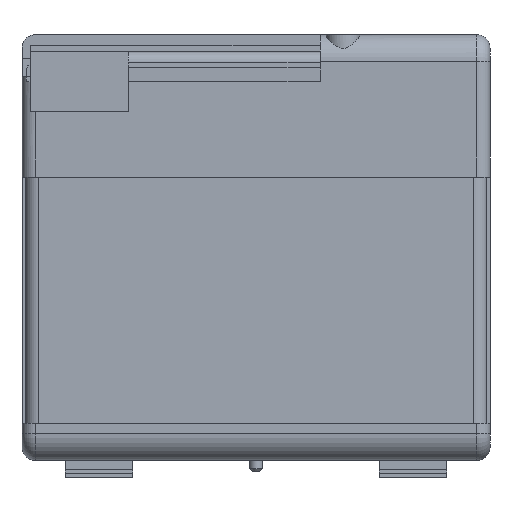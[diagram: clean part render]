
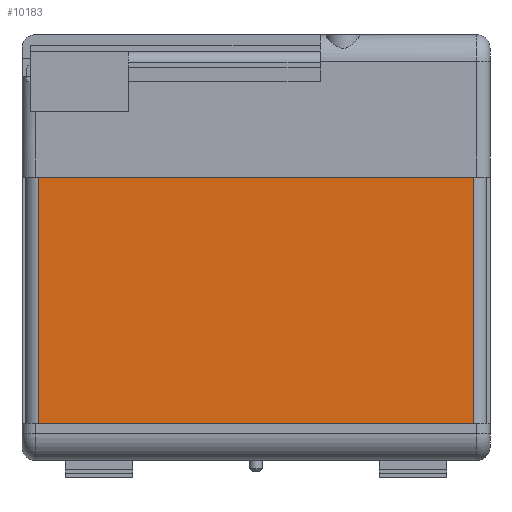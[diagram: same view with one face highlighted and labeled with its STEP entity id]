
A CAD part, front view. The second image highlights one B-rep face of the part: STEP entity #10183.
In plain terms, the highlighted planar face has unit normal (0, -1, 0).
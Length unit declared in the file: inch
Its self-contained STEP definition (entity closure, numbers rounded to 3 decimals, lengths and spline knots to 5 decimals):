
#451 = VERTEX_POINT ( 'NONE', #11735 ) ;
#1632 = LINE ( 'NONE', #29552, #28403 ) ;
#5778 = CARTESIAN_POINT ( 'NONE',  ( -2.02, -2.9225, -1.63 ) ) ;
#6309 = CARTESIAN_POINT ( 'NONE',  ( 2.02, -2.9225, 0.655 ) ) ;
#7838 = VERTEX_POINT ( 'NONE', #8979 ) ;
#8042 = VERTEX_POINT ( 'NONE', #20728 ) ;
#8970 = DIRECTION ( 'NONE',  ( -1., 0., 0. ) ) ;
#8979 = CARTESIAN_POINT ( 'NONE',  ( 2.02, -2.9225, -1.63 ) ) ;
#9100 = DIRECTION ( 'NONE',  ( 1., 0., 0. ) ) ;
#9317 = VECTOR ( 'NONE', #8970, 39.37008 ) ;
#9463 = LINE ( 'NONE', #13954, #30454 ) ;
#10019 = EDGE_CURVE ( 'NONE', #8042, #7838, #9463, .T. ) ;
#10183 = ADVANCED_FACE ( 'NONE', ( #28739 ), #17168, .T. ) ;
#10643 = VERTEX_POINT ( 'NONE', #5778 ) ;
#11735 = CARTESIAN_POINT ( 'NONE',  ( -2.02, -2.9225, 0.655 ) ) ;
#13102 = DIRECTION ( 'NONE',  ( 0., 0., -1. ) ) ;
#13954 = CARTESIAN_POINT ( 'NONE',  ( 2.02, -2.9225, 0.655 ) ) ;
#16627 = LINE ( 'NONE', #33545, #9317 ) ;
#16796 = EDGE_CURVE ( 'NONE', #8042, #451, #1632, .T. ) ;
#17168 = PLANE ( 'NONE',  #23252 ) ;
#20728 = CARTESIAN_POINT ( 'NONE',  ( 2.02, -2.9225, 0.655 ) ) ;
#22966 = VECTOR ( 'NONE', #13102, 39.37008 ) ;
#23252 = AXIS2_PLACEMENT_3D ( 'NONE', #6309, #25533, #9100 ) ;
#23870 = ORIENTED_EDGE ( 'NONE', *, *, #26995, .F. ) ;
#24992 = EDGE_CURVE ( 'NONE', #451, #10643, #31970, .T. ) ;
#25533 = DIRECTION ( 'NONE',  ( 0., -1., 0. ) ) ;
#26615 = ORIENTED_EDGE ( 'NONE', *, *, #16796, .T. ) ;
#26807 = DIRECTION ( 'NONE',  ( -1., 0., 0. ) ) ;
#26995 = EDGE_CURVE ( 'NONE', #7838, #10643, #16627, .T. ) ;
#28403 = VECTOR ( 'NONE', #26807, 39.37008 ) ;
#28739 = FACE_OUTER_BOUND ( 'NONE', #30146, .T. ) ;
#29552 = CARTESIAN_POINT ( 'NONE',  ( 2.02, -2.9225, 0.655 ) ) ;
#30146 = EDGE_LOOP ( 'NONE', ( #23870, #30784, #26615, #32937 ) ) ;
#30454 = VECTOR ( 'NONE', #33105, 39.37008 ) ;
#30784 = ORIENTED_EDGE ( 'NONE', *, *, #10019, .F. ) ;
#31970 = LINE ( 'NONE', #35008, #22966 ) ;
#32937 = ORIENTED_EDGE ( 'NONE', *, *, #24992, .T. ) ;
#33105 = DIRECTION ( 'NONE',  ( 0., 0., -1. ) ) ;
#33545 = CARTESIAN_POINT ( 'NONE',  ( 2.02, -2.9225, -1.63 ) ) ;
#35008 = CARTESIAN_POINT ( 'NONE',  ( -2.02, -2.9225, 0.655 ) ) ;
